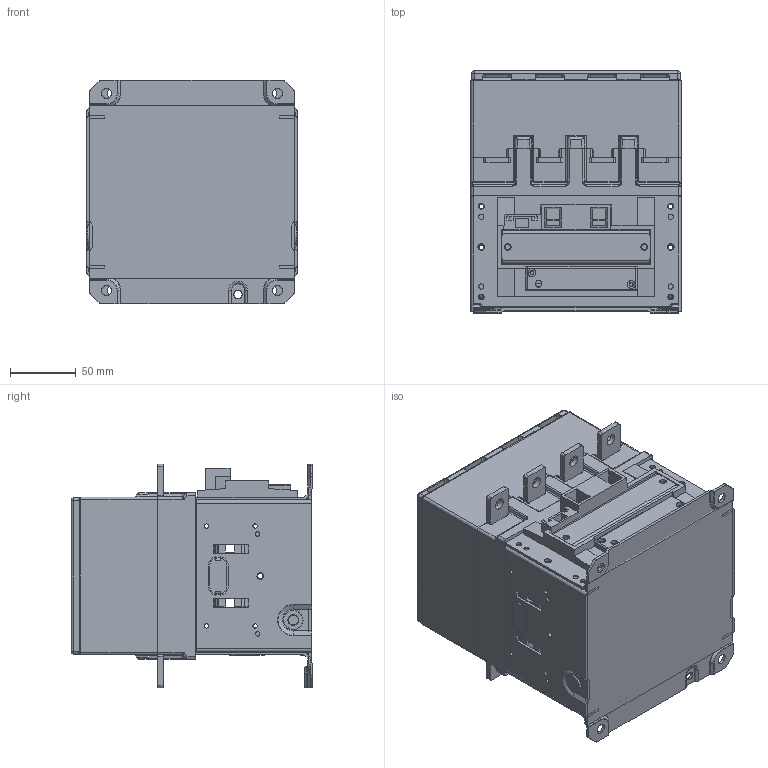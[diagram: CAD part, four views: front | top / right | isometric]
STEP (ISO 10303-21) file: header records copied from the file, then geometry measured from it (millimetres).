
FILE_DESCRIPTION(/* description */ (''),/* implementation_level */ '2;1');
FILE_NAME(/* name */ 'B145-180 4P_CATALOG.stp',/* time_stamp */ '2020-06-17T07:44:30+02:00',/* author */ (''),/* organization */ (''),/* preprocessor_version */ 'ST-DEVELOPER v16',/* originating_system */ 'SIEMENS PLM Software NX 10.0',/* authorisation */ '');
FILE_SCHEMA (('CONFIG_CONTROL_DESIGN'));
Length unit declared in the file: millimetre
Products named in the file (1): B145-180 4P_CATALOG
Bounding box: 161 x 184 x 170 mm (x, y, z)
Surface area: 311739.3 mm2 (no closed solid volume)
Topology: 0 solids, 56 shells, 950 faces, 4008 edges, 3062 vertices
Faces by surface type: plane 422, cylinder 406, bspline 55, torus 37, cone 20, sphere 10
Full cylindrical faces by diameter (mm): 3.242 x8, 3.4 x4, 3.5 x8, 3.6 x2, 4 x8, 4.134 x3, 4.3 x10, 5 x1, 5.2 x6, 6 x6, 6.4 x1, 6.6 x1, 7.5 x4, 8 x1, 8.4 x2, 8.5 x8, 8.8 x1, 10 x1, 14 x1, 15 x2
Entity records: 42384 total; most frequent: CARTESIAN_POINT 9424, DIRECTION 6998, ORIENTED_EDGE 5762, EDGE_CURVE 3879, VERTEX_POINT 3042, LINE 2336, VECTOR 2336, AXIS2_PLACEMENT_3D 2331
